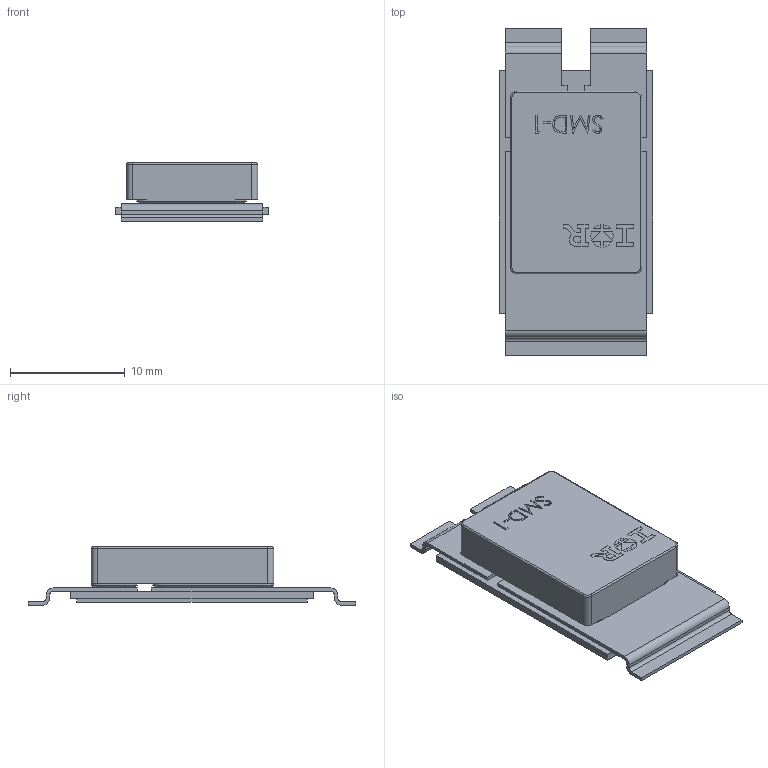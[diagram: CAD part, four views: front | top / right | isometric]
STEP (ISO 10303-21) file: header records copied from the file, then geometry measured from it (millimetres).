
FILE_DESCRIPTION (( 'STEP AP203' ), '1' );
FILE_NAME ('D100780G-STEP Rev D.STEP', '2021-11-11T13:06:35', ( '' ), ( '' ), 'SwSTEP 2.0', 'SolidWorks 2018', '' );
FILE_SCHEMA (( 'CONFIG_CONTROL_DESIGN' ));
Length unit declared in the file: inch
Products named in the file (1): D100780G-STEP Rev D
Bounding box: 13.34 x 28.55 x 5.08 mm (x, y, z)
Volume: 981.8 mm3; surface area: 1412.3 mm2
Topology: 2 solids, 2 shells, 246 faces, 640 edges, 414 vertices
Faces by surface type: plane 166, cylinder 42, bspline 22, cone 12, torus 4
Entity records: 8533 total; most frequent: CARTESIAN_POINT 2491, ORIENTED_EDGE 1280, DIRECTION 1146, EDGE_CURVE 640, VECTOR 496, LINE 496, VERTEX_POINT 414, AXIS2_PLACEMENT_3D 325
